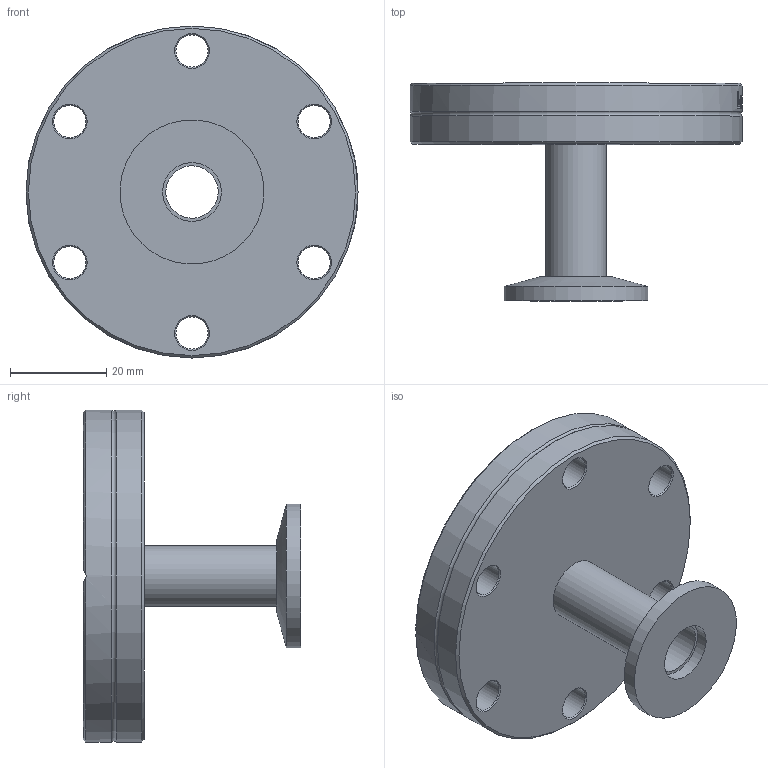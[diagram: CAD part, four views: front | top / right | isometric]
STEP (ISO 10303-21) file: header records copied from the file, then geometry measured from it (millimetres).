
FILE_DESCRIPTION(/* description */ (''),/* implementation_level */ '2;1');
FILE_NAME(/* name */ 'FL-40CF-10KF.stp',/* time_stamp */ '2019-02-12T14:17:56+00:00',/* author */ ('paul'),/* organization */ (''),/* preprocessor_version */ 'ST-DEVELOPER v17.2',/* originating_system */ 'Autodesk Inventor 2019',/* authorisation */ '');
FILE_SCHEMA (('AUTOMOTIVE_DESIGN { 1 0 10303 214 3 1 1 }'));
Length unit declared in the file: millimetre
Products named in the file (4): FL-16CF-16KF; FL-40CF; FL-10KF-12W; tube
Assembly tree (3 placements, depth 2):
  FL-16CF-16KF
    FL-40CF
    FL-10KF-12W
    tube
Bounding box: 69.1 x 45.3 x 69.1 mm (x, y, z)
Volume: 44902.4 mm3; surface area: 16724.9 mm2
Topology: 3 solids, 3 shells, 136 faces, 369 edges, 247 vertices
Faces by surface type: plane 51, bspline 41, cylinder 25, cone 18, torus 1
Full cylindrical faces by diameter (mm): 6.7 x6, 10.9 x1, 12.2 x1, 12.7 x2, 12.9 x1, 30 x1, 48.26 x1, 69.1 x2
Entity records: 5927 total; most frequent: CARTESIAN_POINT 2483, ORIENTED_EDGE 738, DIRECTION 615, EDGE_CURVE 369, VERTEX_POINT 247, AXIS2_PLACEMENT_3D 236, EDGE_LOOP 162, LINE 143
